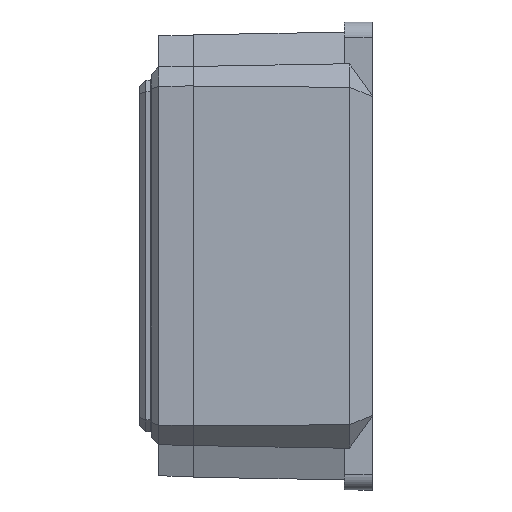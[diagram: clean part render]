
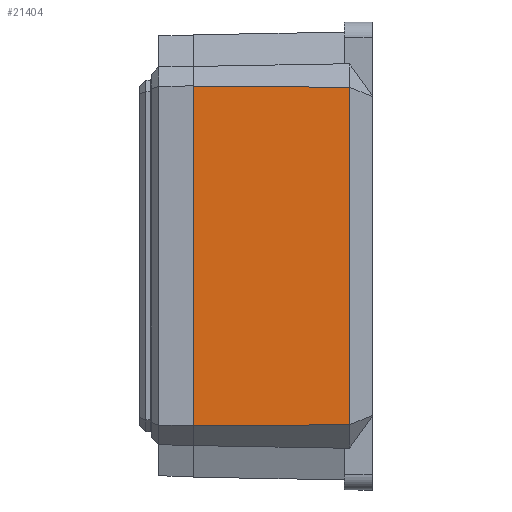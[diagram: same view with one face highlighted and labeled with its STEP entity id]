
A CAD part, left-side view. The second image highlights one B-rep face of the part: STEP entity #21404.
In plain terms, the highlighted planar face has unit normal (-1, -0.018, 0).
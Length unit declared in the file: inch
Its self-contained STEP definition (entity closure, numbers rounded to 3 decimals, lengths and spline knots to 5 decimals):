
#2829 = AXIS2_PLACEMENT_3D ( 'NONE', #49423, #67445, #26378 ) ;
#9406 = CARTESIAN_POINT ( 'NONE',  ( -0.77294, 3.17337, 2.74987 ) ) ;
#9567 = VECTOR ( 'NONE', #24910, 39.37008 ) ;
#12530 = CARTESIAN_POINT ( 'NONE',  ( -0.76672, 2.81715, 2.74987 ) ) ;
#13166 = EDGE_LOOP ( 'NONE', ( #33025, #51669, #35324, #76005 ) ) ;
#15022 = CARTESIAN_POINT ( 'NONE',  ( -0.77294, 3.17337, 8.07926 ) ) ;
#21404 = ADVANCED_FACE ( 'NONE', ( #41770 ), #45133, .T. ) ;
#24428 = VECTOR ( 'NONE', #27019, 39.37008 ) ;
#24910 = DIRECTION ( 'NONE',  ( 0.017, -1., -0.007 ) ) ;
#26378 = DIRECTION ( 'NONE',  ( 0.017, -1., 0. ) ) ;
#26437 = VERTEX_POINT ( 'NONE', #76375 ) ;
#27019 = DIRECTION ( 'NONE',  ( 0., 0., 1. ) ) ;
#28533 = EDGE_CURVE ( 'NONE', #55780, #26437, #40019, .T. ) ;
#33025 = ORIENTED_EDGE ( 'NONE', *, *, #28533, .F. ) ;
#34355 = EDGE_CURVE ( 'NONE', #54059, #46138, #40051, .T. ) ;
#35324 = ORIENTED_EDGE ( 'NONE', *, *, #34355, .T. ) ;
#38493 = DIRECTION ( 'NONE',  ( 0., 0., 1. ) ) ;
#40019 = LINE ( 'NONE', #72770, #24428 ) ;
#40021 = EDGE_CURVE ( 'NONE', #26437, #46138, #56490, .T. ) ;
#40051 = LINE ( 'NONE', #9406, #69478 ) ;
#41285 = EDGE_CURVE ( 'NONE', #55780, #54059, #51521, .T. ) ;
#41770 = FACE_OUTER_BOUND ( 'NONE', #13166, .T. ) ;
#45133 = PLANE ( 'NONE',  #2829 ) ;
#46138 = VERTEX_POINT ( 'NONE', #15022 ) ;
#47695 = DIRECTION ( 'NONE',  ( 0.017, -1., 0.007 ) ) ;
#47794 = CARTESIAN_POINT ( 'NONE',  ( -0.77294, 3.17337, 2.7473 ) ) ;
#49423 = CARTESIAN_POINT ( 'NONE',  ( -0.76672, 2.81715, 2.74987 ) ) ;
#51521 = LINE ( 'NONE', #12530, #67164 ) ;
#51669 = ORIENTED_EDGE ( 'NONE', *, *, #41285, .T. ) ;
#54017 = CARTESIAN_POINT ( 'NONE',  ( -0.81603, 5.64215, 2.72945 ) ) ;
#54059 = VERTEX_POINT ( 'NONE', #47794 ) ;
#55780 = VERTEX_POINT ( 'NONE', #54017 ) ;
#56490 = LINE ( 'NONE', #71929, #9567 ) ;
#67164 = VECTOR ( 'NONE', #47695, 39.37008 ) ;
#67445 = DIRECTION ( 'NONE',  ( -1., -0.017, 0. ) ) ;
#69478 = VECTOR ( 'NONE', #38493, 39.37008 ) ;
#71929 = CARTESIAN_POINT ( 'NONE',  ( -0.76667, 2.81426, 8.07667 ) ) ;
#72770 = CARTESIAN_POINT ( 'NONE',  ( -0.81603, 5.64215, 2.74987 ) ) ;
#76005 = ORIENTED_EDGE ( 'NONE', *, *, #40021, .F. ) ;
#76375 = CARTESIAN_POINT ( 'NONE',  ( -0.81603, 5.64215, 8.09711 ) ) ;
